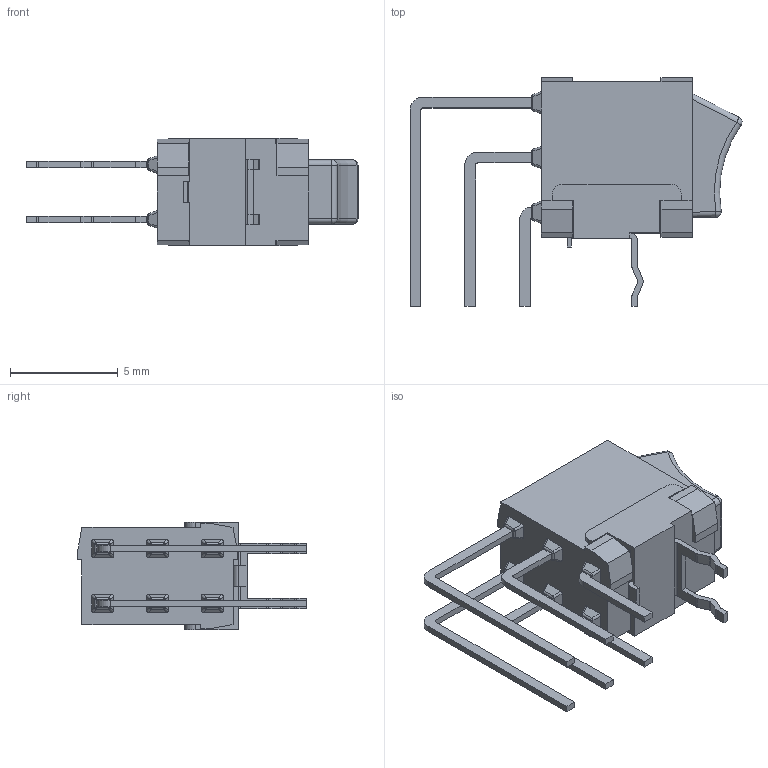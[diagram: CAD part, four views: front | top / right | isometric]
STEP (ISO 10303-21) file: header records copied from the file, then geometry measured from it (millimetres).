
FILE_DESCRIPTION((' '),'2;1');
FILE_NAME('400UDP1R1xxxM7RE.stp','2017-08-02T08:16:56',(' '),(' '),' ','ACIS',' ');
FILE_SCHEMA(('CONFIG_CONTROL_DESIGN'));
Length unit declared in the file: inch
Products named in the file (1): 400UDP1R1xxxM7RE.stp
Bounding box: 15.38 x 10.6 x 5 mm (x, y, z)
Volume: 211 mm3; surface area: 500.7 mm2
Topology: 1 solids, 1 shells, 289 faces, 717 edges, 442 vertices
Faces by surface type: plane 172, cylinder 87, sphere 28, torus 2
Entity records: 8532 total; most frequent: DIRECTION 1481, CARTESIAN_POINT 1447, ORIENTED_EDGE 1430, EDGE_CURVE 715, VECTOR 529, LINE 529, AXIS2_PLACEMENT_3D 476, VERTEX_POINT 442
